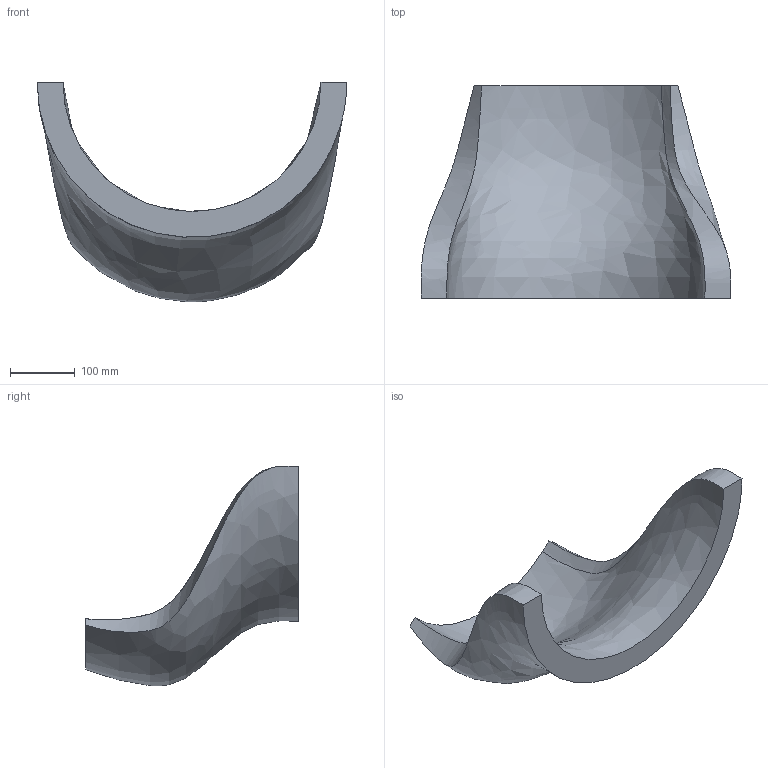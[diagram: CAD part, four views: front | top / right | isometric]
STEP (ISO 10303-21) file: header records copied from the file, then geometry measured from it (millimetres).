
FILE_DESCRIPTION(/* description */ (''),/* implementation_level */ '2;1');
FILE_NAME(/* name */ 'Respaldo 1.step',/* time_stamp */ '2018-04-05T18:59:40+01:00',/* author */ ('diazjavi55'),/* organization */ (''),/* preprocessor_version */ 'ST-DEVELOPER v16.13',/* originating_system */ 'Autodesk Translation Framework v6.5.0.72',/* authorisation */ '');
FILE_SCHEMA (('AUTOMOTIVE_DESIGN { 1 0 10303 214 3 1 1 }'));
Length unit declared in the file: millimetre
Products named in the file (1): Respaldo
Bounding box: 480.25 x 330 x 340.45 mm (x, y, z)
Volume: 6535199.9 mm3; surface area: 420810 mm2
Topology: 1 solids, 1 shells, 7 faces, 17 edges, 12 vertices
Faces by surface type: bspline 5, plane 2
Entity records: 649 total; most frequent: CARTESIAN_POINT 469, ORIENTED_EDGE 34, DIRECTION 22, EDGE_CURVE 17, VERTEX_POINT 12, AXIS2_PLACEMENT_3D 9, B_SPLINE_CURVE_WITH_KNOTS 7, FACE_OUTER_BOUND 7
